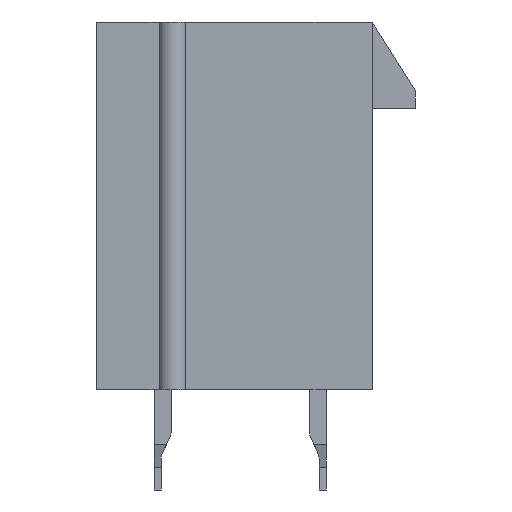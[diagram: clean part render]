
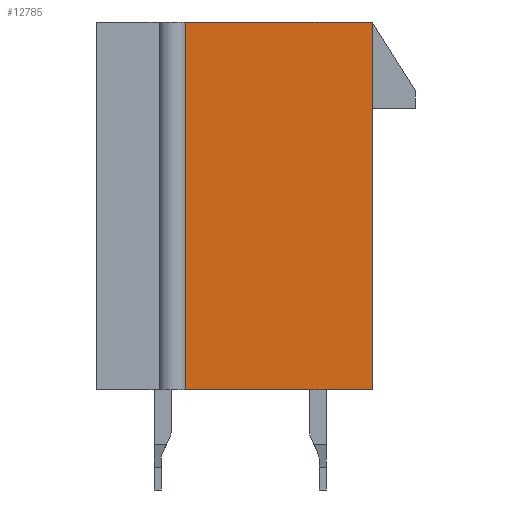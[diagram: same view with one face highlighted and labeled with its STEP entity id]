
A CAD part, left-side view. The second image highlights one B-rep face of the part: STEP entity #12785.
In plain terms, the highlighted planar face has unit normal (-1, 0, 0).
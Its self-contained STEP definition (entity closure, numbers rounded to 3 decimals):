
#359=ORIENTED_EDGE('',*,*,#4167,.T.);
#360=ORIENTED_EDGE('',*,*,#4168,.F.);
#361=ORIENTED_EDGE('',*,*,#4169,.T.);
#362=ORIENTED_EDGE('',*,*,#4170,.T.);
#4167=EDGE_CURVE('',#6067,#6068,#7283,.T.);
#4168=EDGE_CURVE('',#6069,#6068,#7284,.T.);
#4169=EDGE_CURVE('',#6069,#6070,#7285,.T.);
#4170=EDGE_CURVE('',#6070,#6067,#7286,.T.);
#6067=VERTEX_POINT('',#17754);
#6068=VERTEX_POINT('',#17755);
#6069=VERTEX_POINT('',#17757);
#6070=VERTEX_POINT('',#17759);
#7283=LINE('',#17753,#9133);
#7284=LINE('',#17756,#9134);
#7285=LINE('',#17758,#9135);
#7286=LINE('',#17760,#9136);
#9133=VECTOR('',#14349,1000.);
#9134=VECTOR('',#14350,1000.);
#9135=VECTOR('',#14351,1000.);
#9136=VECTOR('',#14352,1000.);
#10845=EDGE_LOOP('',(#359,#360,#361,#362));
#11515=FACE_BOUND('',#10845,.T.);
#12181=PLANE('',#13445);
#12785=ADVANCED_FACE('',(#11515),#12181,.T.);
#13445=AXIS2_PLACEMENT_3D('',#17752,#14347,#14348);
#14347=DIRECTION('',(-1.,0.,0.));
#14348=DIRECTION('',(0.,0.,1.));
#14349=DIRECTION('',(0.,1.,0.));
#14350=DIRECTION('',(0.,0.,1.));
#14351=DIRECTION('',(0.,-1.,0.));
#14352=DIRECTION('',(0.,0.,1.));
#17752=CARTESIAN_POINT('',(-19.55,0.,0.));
#17753=CARTESIAN_POINT('',(-19.55,-4.8,6.4));
#17754=CARTESIAN_POINT('',(-19.55,-4.8,6.4));
#17755=CARTESIAN_POINT('',(-19.55,1.71,6.4));
#17756=CARTESIAN_POINT('',(-19.55,1.71,-6.4));
#17757=CARTESIAN_POINT('',(-19.55,1.71,-6.4));
#17758=CARTESIAN_POINT('',(-19.55,4.8,-6.4));
#17759=CARTESIAN_POINT('',(-19.55,-4.8,-6.4));
#17760=CARTESIAN_POINT('',(-19.55,-4.8,-6.4));
